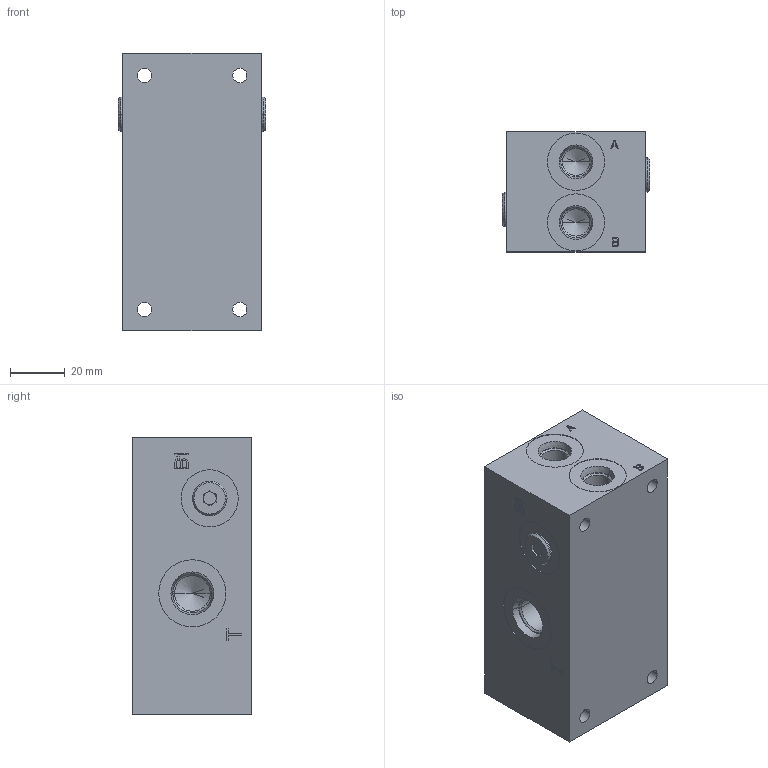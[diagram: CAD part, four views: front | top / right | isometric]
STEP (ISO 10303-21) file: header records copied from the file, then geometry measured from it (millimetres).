
FILE_DESCRIPTION((''),'2;1');
FILE_NAME('ILC70941100','2018-10-30T',('maj'),(''),'PRO/ENGINEER BY PARAMETRIC TECHNOLOGY CORPORATION, 2013320','PRO/ENGINEER BY PARAMETRIC TECHNOLOGY CORPORATION, 2013320','');
FILE_SCHEMA(('AUTOMOTIVE_DESIGN { 1 0 10303 214 1 1 1 1 }'));
Length unit declared in the file: inch
Products named in the file (1): ILC70941100
Bounding box: 53.98 x 43.94 x 101.6 mm (x, y, z)
Volume: 209126.7 mm3; surface area: 35427.2 mm2
Topology: 3 solids, 13 shells, 361 faces, 900 edges, 569 vertices
Faces by surface type: plane 219, cylinder 82, cone 60
Entity records: 10520 total; most frequent: DIRECTION 1825, CARTESIAN_POINT 1804, ORIENTED_EDGE 1704, EDGE_CURVE 872, VECTOR 643, LINE 643, AXIS2_PLACEMENT_3D 591, VERTEX_POINT 569
